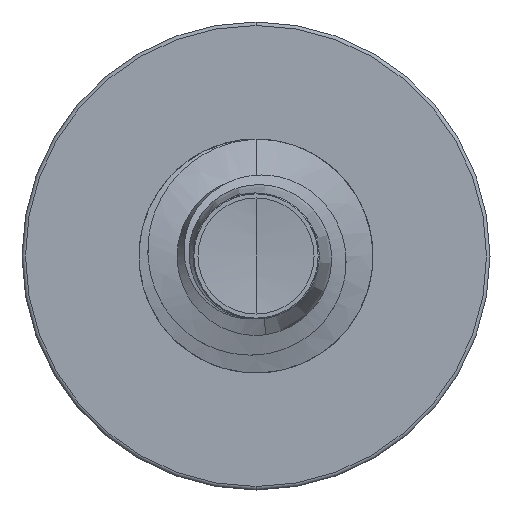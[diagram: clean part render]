
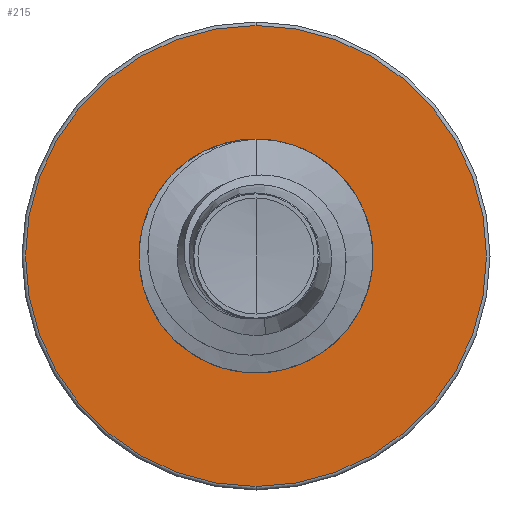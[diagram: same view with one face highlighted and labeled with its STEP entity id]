
A CAD part, front view. The second image highlights one B-rep face of the part: STEP entity #215.
In plain terms, the highlighted planar face has unit normal (0, -1, 0).
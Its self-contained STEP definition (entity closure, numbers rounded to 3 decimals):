
#215 = ADVANCED_FACE ( 'NONE', ( #3210, #12974 ), #10685, .F. ) ;
#365 = CIRCLE ( 'NONE', #7271, 2.415 ) ;
#424 = ORIENTED_EDGE ( 'NONE', *, *, #6689, .F. ) ;
#469 = CARTESIAN_POINT ( 'NONE',  ( 0., 9., -4.925 ) ) ;
#1105 = ORIENTED_EDGE ( 'NONE', *, *, #7679, .T. ) ;
#1197 = VERTEX_POINT ( 'NONE', #11207 ) ;
#1422 = CARTESIAN_POINT ( 'NONE',  ( 0., 9., 2.415 ) ) ;
#1783 = DIRECTION ( 'NONE',  ( 0., 0., 1. ) ) ;
#1815 = DIRECTION ( 'NONE',  ( 0., 1., 0. ) ) ;
#1839 = CARTESIAN_POINT ( 'NONE',  ( 0., 9., 0. ) ) ;
#3146 = VERTEX_POINT ( 'NONE', #1422 ) ;
#3210 = FACE_OUTER_BOUND ( 'NONE', #14510, .T. ) ;
#3413 = CARTESIAN_POINT ( 'NONE',  ( 0., 9., -2.415 ) ) ;
#4234 = DIRECTION ( 'NONE',  ( 0., 0., 1. ) ) ;
#4252 = DIRECTION ( 'NONE',  ( 0., 1., 0. ) ) ;
#4308 = CARTESIAN_POINT ( 'NONE',  ( 0., 9., 0. ) ) ;
#4336 = ORIENTED_EDGE ( 'NONE', *, *, #6566, .T. ) ;
#6566 = EDGE_CURVE ( 'NONE', #10111, #3146, #11562, .T. ) ;
#6689 = EDGE_CURVE ( 'NONE', #11975, #1197, #8144, .T. ) ;
#6859 = DIRECTION ( 'NONE',  ( 0., 0., 1. ) ) ;
#6958 = DIRECTION ( 'NONE',  ( 0., 1., 0. ) ) ;
#6984 = CARTESIAN_POINT ( 'NONE',  ( 0., 9., 0. ) ) ;
#7120 = EDGE_LOOP ( 'NONE', ( #1105, #4336 ) ) ;
#7271 = AXIS2_PLACEMENT_3D ( 'NONE', #10271, #10258, #10253 ) ;
#7679 = EDGE_CURVE ( 'NONE', #3146, #10111, #365, .T. ) ;
#7967 = AXIS2_PLACEMENT_3D ( 'NONE', #6984, #6958, #6859 ) ;
#8144 = CIRCLE ( 'NONE', #11757, 4.925 ) ;
#8146 = CARTESIAN_POINT ( 'NONE',  ( 0., 9., -2.415 ) ) ;
#8620 = DIRECTION ( 'NONE',  ( 0., 1., 0. ) ) ;
#9590 = ORIENTED_EDGE ( 'NONE', *, *, #12336, .F. ) ;
#10111 = VERTEX_POINT ( 'NONE', #3413 ) ;
#10253 = DIRECTION ( 'NONE',  ( 0., 0., 1. ) ) ;
#10258 = DIRECTION ( 'NONE',  ( 0., 1., 0. ) ) ;
#10271 = CARTESIAN_POINT ( 'NONE',  ( 0., 9., 0. ) ) ;
#10410 = AXIS2_PLACEMENT_3D ( 'NONE', #1839, #1815, #1783 ) ;
#10685 = PLANE ( 'NONE',  #12624 ) ;
#11207 = CARTESIAN_POINT ( 'NONE',  ( 0., 9., 4.925 ) ) ;
#11301 = DIRECTION ( 'NONE',  ( 0., 0., 1. ) ) ;
#11562 = CIRCLE ( 'NONE', #7967, 2.415 ) ;
#11757 = AXIS2_PLACEMENT_3D ( 'NONE', #4308, #4252, #4234 ) ;
#11975 = VERTEX_POINT ( 'NONE', #469 ) ;
#12336 = EDGE_CURVE ( 'NONE', #1197, #11975, #14683, .T. ) ;
#12624 = AXIS2_PLACEMENT_3D ( 'NONE', #8146, #8620, #11301 ) ;
#12974 = FACE_BOUND ( 'NONE', #7120, .T. ) ;
#14510 = EDGE_LOOP ( 'NONE', ( #9590, #424 ) ) ;
#14683 = CIRCLE ( 'NONE', #10410, 4.925 ) ;
